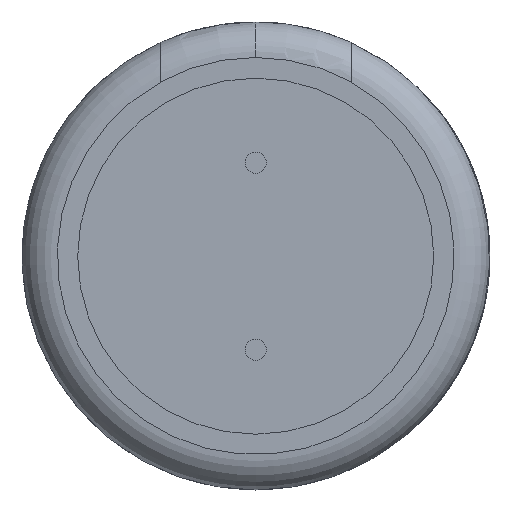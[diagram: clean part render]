
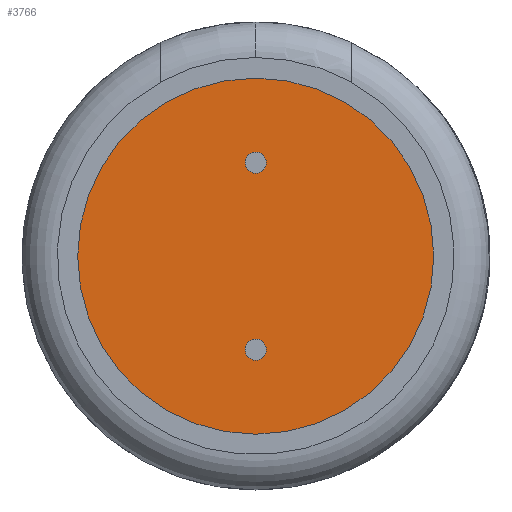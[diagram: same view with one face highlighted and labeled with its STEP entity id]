
A CAD part, front view. The second image highlights one B-rep face of the part: STEP entity #3766.
In plain terms, the highlighted planar face has unit normal (0, -1, 0).
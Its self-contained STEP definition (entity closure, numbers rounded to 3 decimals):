
#206 = CARTESIAN_POINT ( 'NONE',  ( 0., -4.931, -2.64 ) ) ;
#343 = DIRECTION ( 'NONE',  ( 0., -1., 0. ) ) ;
#351 = DIRECTION ( 'NONE',  ( 0., -1., 0. ) ) ;
#412 = DIRECTION ( 'NONE',  ( 0., 0., -1. ) ) ;
#647 = CIRCLE ( 'NONE', #2752, 0.3 ) ;
#701 = CIRCLE ( 'NONE', #13333, 5.025 ) ;
#817 = DIRECTION ( 'NONE',  ( 0., 0., 1. ) ) ;
#1131 = DIRECTION ( 'NONE',  ( 0., 1., 0. ) ) ;
#1282 = CARTESIAN_POINT ( 'NONE',  ( 0., -4.931, 2.94 ) ) ;
#1608 = EDGE_CURVE ( 'NONE', #2056, #2841, #12366, .T. ) ;
#1651 = AXIS2_PLACEMENT_3D ( 'NONE', #5243, #4023, #7365 ) ;
#1722 = CARTESIAN_POINT ( 'NONE',  ( 0., -4.931, 0. ) ) ;
#1752 = VERTEX_POINT ( 'NONE', #1282 ) ;
#2056 = VERTEX_POINT ( 'NONE', #4792 ) ;
#2703 = CARTESIAN_POINT ( 'NONE',  ( 0., -4.931, 2.34 ) ) ;
#2752 = AXIS2_PLACEMENT_3D ( 'NONE', #11194, #13612, #4543 ) ;
#2841 = VERTEX_POINT ( 'NONE', #5746 ) ;
#2920 = PLANE ( 'NONE',  #12205 ) ;
#3019 = AXIS2_PLACEMENT_3D ( 'NONE', #206, #343, #412 ) ;
#3098 = DIRECTION ( 'NONE',  ( 0., 1., 0. ) ) ;
#3451 = AXIS2_PLACEMENT_3D ( 'NONE', #8085, #351, #6046 ) ;
#3766 = ADVANCED_FACE ( 'NONE', ( #9326, #3944, #8452 ), #2920, .T. ) ;
#3944 = FACE_BOUND ( 'NONE', #11721, .T. ) ;
#3949 = ORIENTED_EDGE ( 'NONE', *, *, #1608, .F. ) ;
#4023 = DIRECTION ( 'NONE',  ( 0., -1., 0. ) ) ;
#4218 = AXIS2_PLACEMENT_3D ( 'NONE', #1722, #3098, #817 ) ;
#4543 = DIRECTION ( 'NONE',  ( 0., 0., -1. ) ) ;
#4792 = CARTESIAN_POINT ( 'NONE',  ( 0., -4.931, -2.94 ) ) ;
#4951 = ORIENTED_EDGE ( 'NONE', *, *, #12537, .F. ) ;
#5243 = CARTESIAN_POINT ( 'NONE',  ( 0., -4.931, -2.64 ) ) ;
#5587 = DIRECTION ( 'NONE',  ( 0., 0., 1. ) ) ;
#5744 = CARTESIAN_POINT ( 'NONE',  ( 0., -4.931, 5.025 ) ) ;
#5746 = CARTESIAN_POINT ( 'NONE',  ( 0., -4.931, -2.34 ) ) ;
#6046 = DIRECTION ( 'NONE',  ( 0., 0., -1. ) ) ;
#6233 = CIRCLE ( 'NONE', #3451, 0.3 ) ;
#6293 = EDGE_LOOP ( 'NONE', ( #11757, #3949 ) ) ;
#6471 = EDGE_LOOP ( 'NONE', ( #11210, #7196 ) ) ;
#7196 = ORIENTED_EDGE ( 'NONE', *, *, #13845, .F. ) ;
#7365 = DIRECTION ( 'NONE',  ( 0., 0., -1. ) ) ;
#7816 = VERTEX_POINT ( 'NONE', #5744 ) ;
#8085 = CARTESIAN_POINT ( 'NONE',  ( 0., -4.931, 2.64 ) ) ;
#8103 = CARTESIAN_POINT ( 'NONE',  ( 0., -4.931, -5.025 ) ) ;
#8452 = FACE_OUTER_BOUND ( 'NONE', #6471, .T. ) ;
#8578 = ORIENTED_EDGE ( 'NONE', *, *, #12457, .F. ) ;
#9326 = FACE_BOUND ( 'NONE', #6293, .T. ) ;
#11194 = CARTESIAN_POINT ( 'NONE',  ( 0., -4.931, 2.64 ) ) ;
#11210 = ORIENTED_EDGE ( 'NONE', *, *, #14006, .F. ) ;
#11459 = CIRCLE ( 'NONE', #1651, 0.3 ) ;
#11496 = VERTEX_POINT ( 'NONE', #8103 ) ;
#11721 = EDGE_LOOP ( 'NONE', ( #8578, #4951 ) ) ;
#11757 = ORIENTED_EDGE ( 'NONE', *, *, #14151, .F. ) ;
#11933 = CIRCLE ( 'NONE', #4218, 5.025 ) ;
#12205 = AXIS2_PLACEMENT_3D ( 'NONE', #13836, #13912, #13087 ) ;
#12267 = CARTESIAN_POINT ( 'NONE',  ( 0., -4.931, 0. ) ) ;
#12366 = CIRCLE ( 'NONE', #3019, 0.3 ) ;
#12457 = EDGE_CURVE ( 'NONE', #1752, #12546, #647, .T. ) ;
#12537 = EDGE_CURVE ( 'NONE', #12546, #1752, #6233, .T. ) ;
#12546 = VERTEX_POINT ( 'NONE', #2703 ) ;
#13087 = DIRECTION ( 'NONE',  ( 0., 0., -1. ) ) ;
#13333 = AXIS2_PLACEMENT_3D ( 'NONE', #12267, #1131, #5587 ) ;
#13612 = DIRECTION ( 'NONE',  ( 0., -1., 0. ) ) ;
#13836 = CARTESIAN_POINT ( 'NONE',  ( 0., -4.931, 5.025 ) ) ;
#13845 = EDGE_CURVE ( 'NONE', #11496, #7816, #701, .T. ) ;
#13912 = DIRECTION ( 'NONE',  ( 0., -1., 0. ) ) ;
#14006 = EDGE_CURVE ( 'NONE', #7816, #11496, #11933, .T. ) ;
#14151 = EDGE_CURVE ( 'NONE', #2841, #2056, #11459, .T. ) ;
